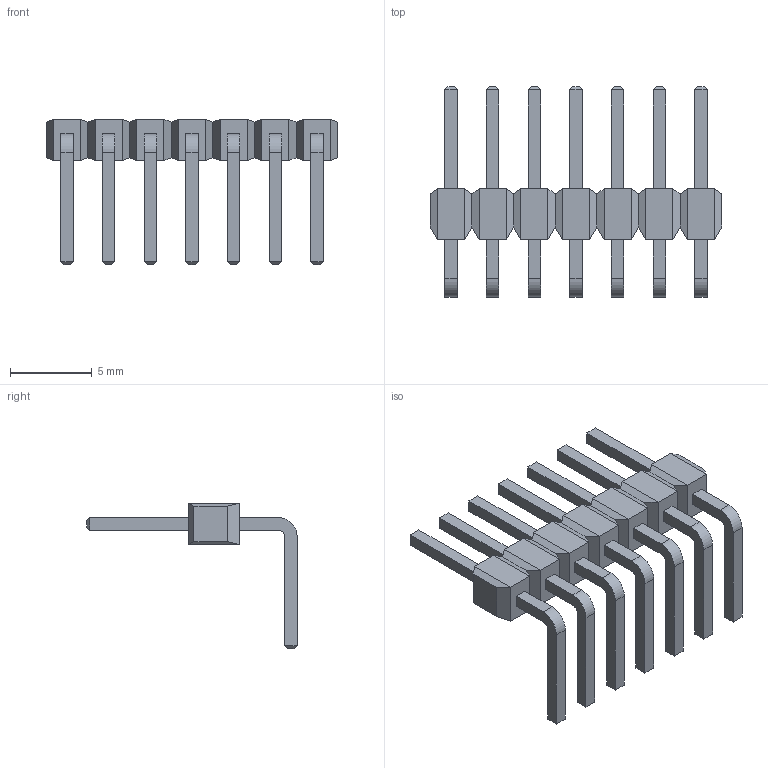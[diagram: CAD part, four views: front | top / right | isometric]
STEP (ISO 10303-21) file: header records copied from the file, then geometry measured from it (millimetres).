
FILE_DESCRIPTION(('STEP AP214'),'1');
FILE_NAME('CON7_1X7_P100RM_HDR_TYC','2023-09-06T05:57:29',(''),(''),'','','');
FILE_SCHEMA(('AUTOMOTIVE_DESIGN'));
Length unit declared in the file: millimetre
Products named in the file (1): product
Bounding box: 17.78 x 12.83 x 8.89 mm (x, y, z)
Volume: 196 mm3; surface area: 586.8 mm2
Topology: 15 solids, 15 shells, 254 faces, 536 edges, 312 vertices
Faces by surface type: plane 240, cylinder 14
Entity records: 6372 total; most frequent: DIRECTION 1074, ORIENTED_EDGE 1072, CARTESIAN_POINT 581, EDGE_CURVE 536, LINE 508, VECTOR 508, VERTEX_POINT 312, AXIS2_PLACEMENT_3D 283
